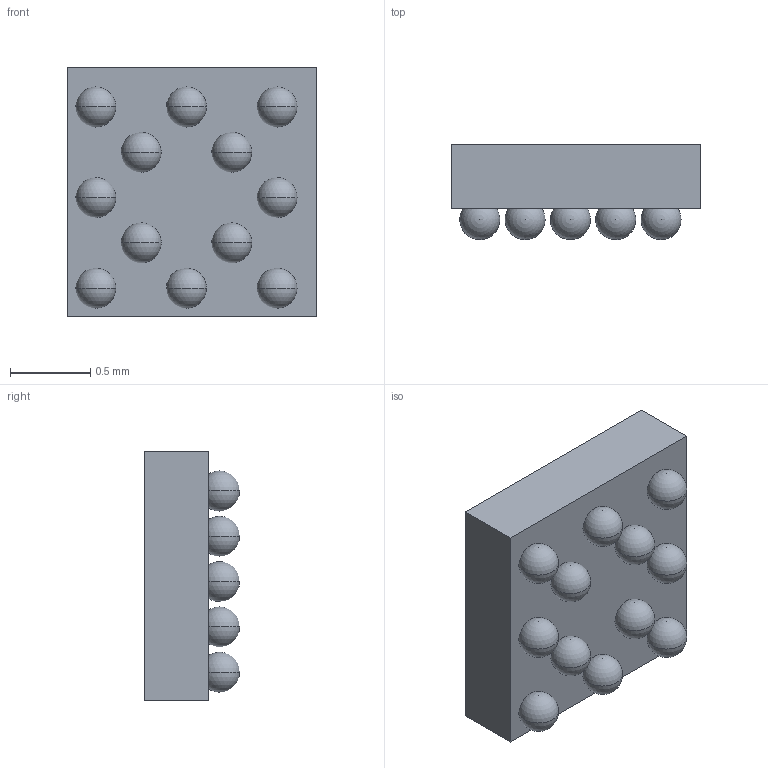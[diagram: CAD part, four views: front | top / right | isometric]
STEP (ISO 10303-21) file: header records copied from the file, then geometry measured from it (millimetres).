
FILE_DESCRIPTION (( 'STEP AP214' ), '1' );
FILE_NAME ('BMM150.STEP', '2023-03-30T08:12:33', ( '' ), ( '' ), 'SwSTEP 2.0', 'SolidWorks 2021', '' );
FILE_SCHEMA (( 'AUTOMOTIVE_DESIGN' ));
Length unit declared in the file: millimetre
Products named in the file (3): Body^BMM150; BMM150; Pin^BMM150
Assembly tree (13 placements, depth 2):
  BMM150
    Body^BMM150
    Pin^BMM150  x12
Bounding box: 1.56 x 0.59 x 1.56 mm (x, y, z)
Volume: 1.1 mm3; surface area: 9.8 mm2
Topology: 14 solids, 14 shells, 49 faces, 132 edges, 88 vertices
Faces by surface type: sphere 24, plane 21, cylinder 4
Entity records: 599 total; most frequent: DIRECTION 104, CARTESIAN_POINT 79, ORIENTED_EDGE 56, AXIS2_PLACEMENT_3D 44, EDGE_CURVE 28, VERTEX_POINT 19, EDGE_LOOP 17, VECTOR 16
